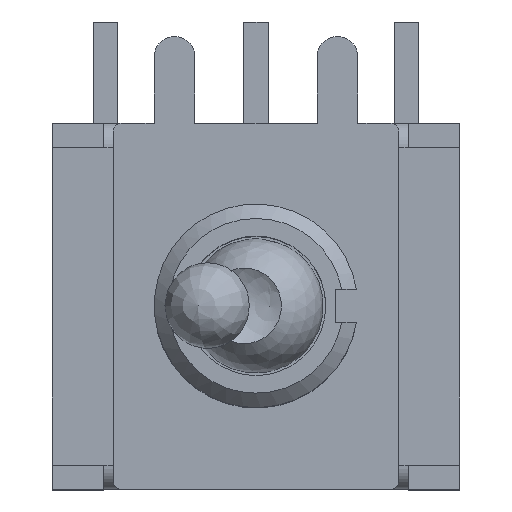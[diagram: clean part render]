
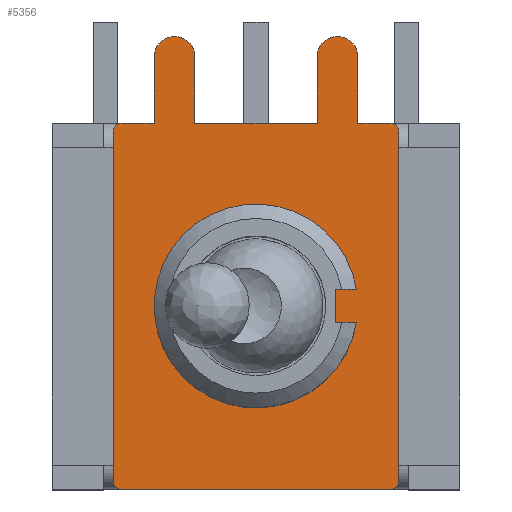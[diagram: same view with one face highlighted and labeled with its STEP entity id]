
A CAD part, top view. The second image highlights one B-rep face of the part: STEP entity #5356.
In plain terms, the highlighted planar face has unit normal (0, 0, 1).
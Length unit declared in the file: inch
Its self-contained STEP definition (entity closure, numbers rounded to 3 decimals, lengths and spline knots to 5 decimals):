
#170=FACE_BOUND('',#501,.T.);
#182=FACE_OUTER_BOUND('',#500,.T.);
#500=EDGE_LOOP('',(#3545,#3546,#3547,#3548,#3549,#3550,#3551,#3552,#3553,
#3554,#3555,#3556,#3557,#3558,#3559,#3560));
#501=EDGE_LOOP('',(#3561,#3562,#3563,#3564));
#832=CIRCLE('',#5702,0.00984);
#833=CIRCLE('',#5703,0.00984);
#834=CIRCLE('',#5704,0.00984);
#835=CIRCLE('',#5705,0.00984);
#836=CIRCLE('',#5706,0.025);
#837=CIRCLE('',#5707,0.025);
#838=CIRCLE('',#5708,0.125);
#981=LINE('',#7871,#1603);
#982=LINE('',#7875,#1604);
#983=LINE('',#7879,#1605);
#984=LINE('',#7883,#1606);
#985=LINE('',#7885,#1607);
#986=LINE('',#7889,#1608);
#987=LINE('',#7891,#1609);
#988=LINE('',#7893,#1610);
#989=LINE('',#7897,#1611);
#990=LINE('',#7898,#1612);
#991=LINE('',#7901,#1613);
#992=LINE('',#7903,#1614);
#993=LINE('',#7905,#1615);
#1603=VECTOR('',#6231,0.3937);
#1604=VECTOR('',#6234,0.3937);
#1605=VECTOR('',#6237,0.3937);
#1606=VECTOR('',#6240,0.3937);
#1607=VECTOR('',#6241,0.3937);
#1608=VECTOR('',#6244,0.3937);
#1609=VECTOR('',#6245,0.3937);
#1610=VECTOR('',#6246,0.3937);
#1611=VECTOR('',#6249,0.3937);
#1612=VECTOR('',#6250,0.3937);
#1613=VECTOR('',#6251,0.3937);
#1614=VECTOR('',#6252,0.3937);
#1615=VECTOR('',#6253,0.3937);
#2231=VERTEX_POINT('',#7867);
#2232=VERTEX_POINT('',#7868);
#2233=VERTEX_POINT('',#7870);
#2234=VERTEX_POINT('',#7872);
#2235=VERTEX_POINT('',#7874);
#2236=VERTEX_POINT('',#7876);
#2237=VERTEX_POINT('',#7878);
#2238=VERTEX_POINT('',#7880);
#2239=VERTEX_POINT('',#7882);
#2240=VERTEX_POINT('',#7884);
#2241=VERTEX_POINT('',#7886);
#2242=VERTEX_POINT('',#7888);
#2243=VERTEX_POINT('',#7890);
#2244=VERTEX_POINT('',#7892);
#2245=VERTEX_POINT('',#7894);
#2246=VERTEX_POINT('',#7896);
#2247=VERTEX_POINT('',#7899);
#2248=VERTEX_POINT('',#7900);
#2249=VERTEX_POINT('',#7902);
#2250=VERTEX_POINT('',#7904);
#2736=EDGE_CURVE('',#2231,#2232,#832,.T.);
#2737=EDGE_CURVE('',#2233,#2231,#981,.T.);
#2738=EDGE_CURVE('',#2234,#2233,#833,.T.);
#2739=EDGE_CURVE('',#2235,#2234,#982,.T.);
#2740=EDGE_CURVE('',#2236,#2235,#834,.T.);
#2741=EDGE_CURVE('',#2237,#2236,#983,.T.);
#2742=EDGE_CURVE('',#2238,#2237,#835,.T.);
#2743=EDGE_CURVE('',#2239,#2238,#984,.T.);
#2744=EDGE_CURVE('',#2240,#2239,#985,.T.);
#2745=EDGE_CURVE('',#2241,#2240,#836,.T.);
#2746=EDGE_CURVE('',#2242,#2241,#986,.T.);
#2747=EDGE_CURVE('',#2243,#2242,#987,.T.);
#2748=EDGE_CURVE('',#2244,#2243,#988,.T.);
#2749=EDGE_CURVE('',#2245,#2244,#837,.T.);
#2750=EDGE_CURVE('',#2246,#2245,#989,.T.);
#2751=EDGE_CURVE('',#2232,#2246,#990,.T.);
#2752=EDGE_CURVE('',#2247,#2248,#991,.T.);
#2753=EDGE_CURVE('',#2249,#2247,#992,.T.);
#2754=EDGE_CURVE('',#2250,#2249,#993,.T.);
#2755=EDGE_CURVE('',#2248,#2250,#838,.T.);
#3545=ORIENTED_EDGE('',*,*,#2736,.F.);
#3546=ORIENTED_EDGE('',*,*,#2737,.F.);
#3547=ORIENTED_EDGE('',*,*,#2738,.F.);
#3548=ORIENTED_EDGE('',*,*,#2739,.F.);
#3549=ORIENTED_EDGE('',*,*,#2740,.F.);
#3550=ORIENTED_EDGE('',*,*,#2741,.F.);
#3551=ORIENTED_EDGE('',*,*,#2742,.F.);
#3552=ORIENTED_EDGE('',*,*,#2743,.F.);
#3553=ORIENTED_EDGE('',*,*,#2744,.F.);
#3554=ORIENTED_EDGE('',*,*,#2745,.F.);
#3555=ORIENTED_EDGE('',*,*,#2746,.F.);
#3556=ORIENTED_EDGE('',*,*,#2747,.F.);
#3557=ORIENTED_EDGE('',*,*,#2748,.F.);
#3558=ORIENTED_EDGE('',*,*,#2749,.F.);
#3559=ORIENTED_EDGE('',*,*,#2750,.F.);
#3560=ORIENTED_EDGE('',*,*,#2751,.F.);
#3561=ORIENTED_EDGE('',*,*,#2752,.F.);
#3562=ORIENTED_EDGE('',*,*,#2753,.F.);
#3563=ORIENTED_EDGE('',*,*,#2754,.F.);
#3564=ORIENTED_EDGE('',*,*,#2755,.F.);
#5145=PLANE('',#5701);
#5356=ADVANCED_FACE('',(#182,#170),#5145,.F.);
#5701=AXIS2_PLACEMENT_3D('',#7866,#6227,#6228);
#5702=AXIS2_PLACEMENT_3D('',#7869,#6229,#6230);
#5703=AXIS2_PLACEMENT_3D('',#7873,#6232,#6233);
#5704=AXIS2_PLACEMENT_3D('',#7877,#6235,#6236);
#5705=AXIS2_PLACEMENT_3D('',#7881,#6238,#6239);
#5706=AXIS2_PLACEMENT_3D('',#7887,#6242,#6243);
#5707=AXIS2_PLACEMENT_3D('',#7895,#6247,#6248);
#5708=AXIS2_PLACEMENT_3D('',#7906,#6254,#6255);
#6227=DIRECTION('center_axis',(0.,0.,
-1.));
#6228=DIRECTION('ref_axis',(0.,-1.,0.));
#6229=DIRECTION('center_axis',(0.,0.,
-1.));
#6230=DIRECTION('ref_axis',(-0.707,0.707,0.));
#6231=DIRECTION('',(0.,1.,0.));
#6232=DIRECTION('center_axis',(0.,0.,
-1.));
#6233=DIRECTION('ref_axis',(-0.707,-0.707,0.));
#6234=DIRECTION('',(-1.,0.,0.));
#6235=DIRECTION('center_axis',(0.,0.,
-1.));
#6236=DIRECTION('ref_axis',(0.707,-0.707,0.));
#6237=DIRECTION('',(0.,-1.,0.));
#6238=DIRECTION('center_axis',(0.,0.,
-1.));
#6239=DIRECTION('ref_axis',(0.707,0.707,0.));
#6240=DIRECTION('',(1.,0.,0.));
#6241=DIRECTION('',(0.,-1.,0.));
#6242=DIRECTION('center_axis',(0.,0.,
-1.));
#6243=DIRECTION('ref_axis',(-1.,0.,0.));
#6244=DIRECTION('',(0.,1.,0.));
#6245=DIRECTION('',(1.,0.,0.));
#6246=DIRECTION('',(0.,-1.,0.));
#6247=DIRECTION('center_axis',(0.,0.,
-1.));
#6248=DIRECTION('ref_axis',(-1.,0.,0.));
#6249=DIRECTION('',(0.,1.,0.));
#6250=DIRECTION('',(1.,0.,0.));
#6251=DIRECTION('',(1.,0.,0.));
#6252=DIRECTION('',(0.,1.,0.));
#6253=DIRECTION('',(-1.,0.,0.));
#6254=DIRECTION('center_axis',(0.,0.,
1.));
#6255=DIRECTION('ref_axis',(0.987,0.161,0.));
#7866=CARTESIAN_POINT('Origin',(0.,0.05762,
0.36969));
#7867=CARTESIAN_POINT('',(-0.1752,0.21516,0.36969));
#7868=CARTESIAN_POINT('',(-0.16535,0.225,0.36969));
#7869=CARTESIAN_POINT('Origin',(-0.16535,0.21516,0.36969));
#7870=CARTESIAN_POINT('',(-0.1752,-0.21516,0.36969));
#7871=CARTESIAN_POINT('',(-0.1752,-0.225,0.36969));
#7872=CARTESIAN_POINT('',(-0.16535,-0.225,0.36969));
#7873=CARTESIAN_POINT('Origin',(-0.16535,-0.21516,0.36969));
#7874=CARTESIAN_POINT('',(0.16535,-0.225,0.36969));
#7875=CARTESIAN_POINT('',(0.1752,-0.225,0.36969));
#7876=CARTESIAN_POINT('',(0.1752,-0.21516,0.36969));
#7877=CARTESIAN_POINT('Origin',(0.16535,-0.21516,0.36969));
#7878=CARTESIAN_POINT('',(0.1752,0.21516,0.36969));
#7879=CARTESIAN_POINT('',(0.1752,0.225,0.36969));
#7880=CARTESIAN_POINT('',(0.16535,0.225,0.36969));
#7881=CARTESIAN_POINT('Origin',(0.16535,0.21516,0.36969));
#7882=CARTESIAN_POINT('',(0.125,0.225,0.36969));
#7883=CARTESIAN_POINT('',(0.125,0.225,0.36969));
#7884=CARTESIAN_POINT('',(0.125,0.3063,0.36969));
#7885=CARTESIAN_POINT('',(0.125,0.3063,0.36969));
#7886=CARTESIAN_POINT('',(0.075,0.3063,0.36969));
#7887=CARTESIAN_POINT('Origin',(0.1,0.3063,0.36969));
#7888=CARTESIAN_POINT('',(0.075,0.225,0.36969));
#7889=CARTESIAN_POINT('',(0.075,0.225,0.36969));
#7890=CARTESIAN_POINT('',(-0.075,0.225,0.36969));
#7891=CARTESIAN_POINT('',(-0.075,0.225,0.36969));
#7892=CARTESIAN_POINT('',(-0.075,0.3063,0.36969));
#7893=CARTESIAN_POINT('',(-0.075,0.3063,0.36969));
#7894=CARTESIAN_POINT('',(-0.125,0.3063,0.36969));
#7895=CARTESIAN_POINT('Origin',(-0.1,0.3063,0.36969));
#7896=CARTESIAN_POINT('',(-0.125,0.225,0.36969));
#7897=CARTESIAN_POINT('',(-0.125,0.225,0.36969));
#7898=CARTESIAN_POINT('',(-0.1752,0.225,0.36969));
#7899=CARTESIAN_POINT('',(0.09705,0.02008,0.36969));
#7900=CARTESIAN_POINT('',(0.12338,0.02008,0.36969));
#7901=CARTESIAN_POINT('',(0.06169,0.02008,0.36969));
#7902=CARTESIAN_POINT('',(0.09705,-0.02008,0.36969));
#7903=CARTESIAN_POINT('',(0.09705,0.03885,0.36969));
#7904=CARTESIAN_POINT('',(0.12338,-0.02008,0.36969));
#7905=CARTESIAN_POINT('',(0.04852,-0.02008,0.36969));
#7906=CARTESIAN_POINT('Origin',(0.,0.,
0.36969));
